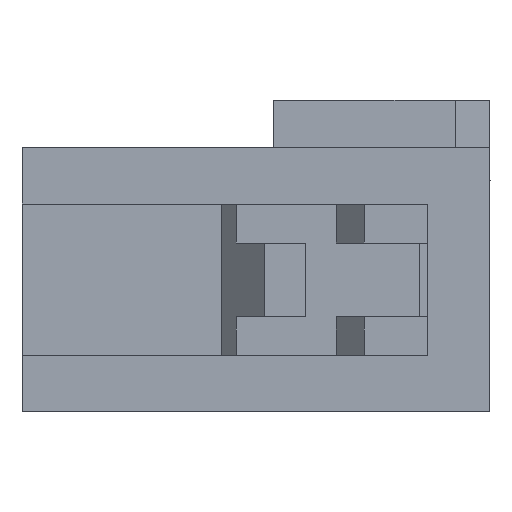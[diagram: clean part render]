
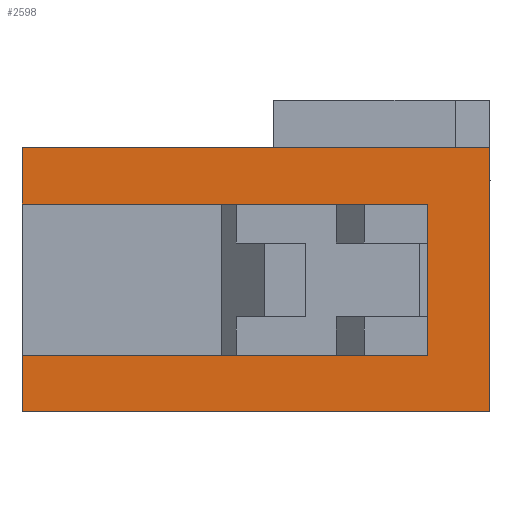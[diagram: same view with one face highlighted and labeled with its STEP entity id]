
A CAD part, left-side view. The second image highlights one B-rep face of the part: STEP entity #2598.
In plain terms, the highlighted planar face has unit normal (-1, 0, 0).
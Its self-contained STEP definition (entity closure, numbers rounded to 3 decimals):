
#2598=ADVANCED_FACE('',(#3678),#3141,.T.);
#3141=PLANE('',#13477);
#3678=FACE_OUTER_BOUND('',#4218,.T.);
#4218=EDGE_LOOP('',(#6337,#6338,#6339,#6340,#6341,#6342,#6343,#6344));
#6337=ORIENTED_EDGE('',*,*,#9776,.T.);
#6338=ORIENTED_EDGE('',*,*,#9751,.T.);
#6339=ORIENTED_EDGE('',*,*,#9758,.T.);
#6340=ORIENTED_EDGE('',*,*,#9778,.F.);
#6341=ORIENTED_EDGE('',*,*,#9779,.T.);
#6342=ORIENTED_EDGE('',*,*,#9780,.T.);
#6343=ORIENTED_EDGE('',*,*,#9781,.T.);
#6344=ORIENTED_EDGE('',*,*,#9782,.F.);
#8331=VERTEX_POINT('',#18720);
#8332=VERTEX_POINT('',#18722);
#8337=VERTEX_POINT('',#18735);
#8348=VERTEX_POINT('',#18772);
#8349=VERTEX_POINT('',#18776);
#8350=VERTEX_POINT('',#18778);
#8351=VERTEX_POINT('',#18780);
#8352=VERTEX_POINT('',#18782);
#9751=EDGE_CURVE('',#8332,#8331,#11264,.T.);
#9758=EDGE_CURVE('',#8331,#8337,#11271,.T.);
#9776=EDGE_CURVE('',#8348,#8332,#11289,.T.);
#9778=EDGE_CURVE('',#8349,#8337,#11291,.T.);
#9779=EDGE_CURVE('',#8349,#8350,#11292,.T.);
#9780=EDGE_CURVE('',#8350,#8351,#11293,.T.);
#9781=EDGE_CURVE('',#8351,#8352,#11294,.T.);
#9782=EDGE_CURVE('',#8348,#8352,#11295,.T.);
#11264=LINE('',#18721,#12765);
#11271=LINE('',#18736,#12772);
#11289=LINE('',#18771,#12790);
#11291=LINE('',#18775,#12792);
#11292=LINE('',#18777,#12793);
#11293=LINE('',#18779,#12794);
#11294=LINE('',#18781,#12795);
#11295=LINE('',#18783,#12796);
#12765=VECTOR('',#15724,1.);
#12772=VECTOR('',#15735,1.);
#12790=VECTOR('',#15767,1.);
#12792=VECTOR('',#15771,1.);
#12793=VECTOR('',#15772,1.);
#12794=VECTOR('',#15773,1.);
#12795=VECTOR('',#15774,1.);
#12796=VECTOR('',#15775,1.);
#13477=AXIS2_PLACEMENT_3D('',#18784,#15776,#15777);
#15724=DIRECTION('',(0.,0.,-1.));
#15735=DIRECTION('',(0.,1.,0.));
#15767=DIRECTION('',(0.,-1.,0.));
#15771=DIRECTION('',(0.,0.,1.));
#15772=DIRECTION('',(0.,-1.,0.));
#15773=DIRECTION('',(0.,0.,1.));
#15774=DIRECTION('',(0.,1.,0.));
#15775=DIRECTION('',(0.,0.,1.));
#15776=DIRECTION('',(-1.,0.,0.));
#15777=DIRECTION('',(0.,-1.,0.));
#18720=CARTESIAN_POINT('',(0.,1.45,1.3));
#18721=CARTESIAN_POINT('',(0.,1.45,4.8));
#18722=CARTESIAN_POINT('',(0.,1.45,4.8));
#18735=CARTESIAN_POINT('',(0.,10.8,1.3));
#18736=CARTESIAN_POINT('',(0.,1.45,1.3));
#18771=CARTESIAN_POINT('',(0.,10.8,4.8));
#18772=CARTESIAN_POINT('',(0.,10.8,4.8));
#18775=CARTESIAN_POINT('',(0.,10.8,0.));
#18776=CARTESIAN_POINT('',(0.,10.8,0.));
#18777=CARTESIAN_POINT('',(0.,10.8,0.));
#18778=CARTESIAN_POINT('',(0.,0.,0.));
#18779=CARTESIAN_POINT('',(0.,0.,0.));
#18780=CARTESIAN_POINT('',(0.,0.,6.1));
#18781=CARTESIAN_POINT('',(0.,0.,6.1));
#18782=CARTESIAN_POINT('',(0.,10.8,6.1));
#18783=CARTESIAN_POINT('',(0.,10.8,4.8));
#18784=CARTESIAN_POINT('',(0.,10.8,0.));
